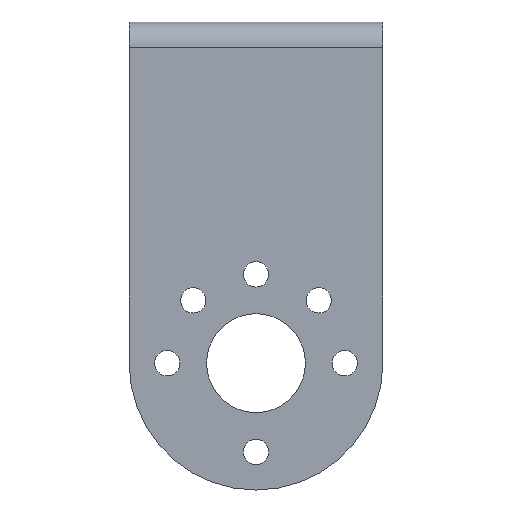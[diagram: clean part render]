
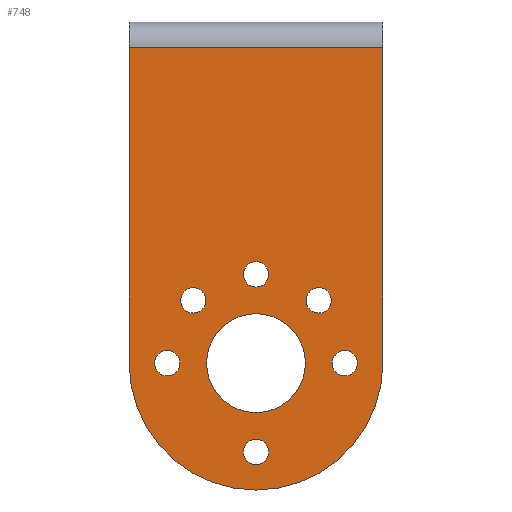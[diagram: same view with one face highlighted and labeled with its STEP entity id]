
A CAD part, left-side view. The second image highlights one B-rep face of the part: STEP entity #748.
In plain terms, the highlighted planar face has unit normal (-1, 0, 0).
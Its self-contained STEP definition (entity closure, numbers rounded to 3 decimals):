
#24=FACE_BOUND('',#143,.T.);
#25=FACE_BOUND('',#144,.T.);
#26=FACE_BOUND('',#145,.T.);
#27=FACE_BOUND('',#146,.T.);
#28=FACE_BOUND('',#147,.T.);
#29=FACE_BOUND('',#148,.T.);
#30=FACE_BOUND('',#149,.T.);
#63=PLANE('',#851);
#98=FACE_OUTER_BOUND('',#142,.T.);
#142=EDGE_LOOP('',(#625,#626,#627,#628));
#143=EDGE_LOOP('',(#629));
#144=EDGE_LOOP('',(#630));
#145=EDGE_LOOP('',(#631));
#146=EDGE_LOOP('',(#632));
#147=EDGE_LOOP('',(#633));
#148=EDGE_LOOP('',(#634));
#149=EDGE_LOOP('',(#635));
#188=LINE('',#1098,#233);
#197=LINE('',#1135,#242);
#223=LINE('',#1269,#268);
#233=VECTOR('',#872,10.);
#242=VECTOR('',#905,10.);
#268=VECTOR('',#1065,10.);
#299=CIRCLE('',#807,1.);
#303=CIRCLE('',#813,3.9);
#307=CIRCLE('',#819,1.);
#310=CIRCLE('',#823,10.);
#315=CIRCLE('',#831,1.);
#319=CIRCLE('',#837,1.);
#323=CIRCLE('',#843,1.);
#327=CIRCLE('',#849,1.);
#334=VERTEX_POINT('',#1095);
#335=VERTEX_POINT('',#1097);
#351=VERTEX_POINT('',#1133);
#363=VERTEX_POINT('',#1179);
#367=VERTEX_POINT('',#1191);
#371=VERTEX_POINT('',#1203);
#374=VERTEX_POINT('',#1211);
#379=VERTEX_POINT('',#1227);
#383=VERTEX_POINT('',#1239);
#387=VERTEX_POINT('',#1251);
#391=VERTEX_POINT('',#1263);
#401=EDGE_CURVE('',#334,#335,#188,.T.);
#420=EDGE_CURVE('',#351,#334,#197,.T.);
#442=EDGE_CURVE('',#363,#363,#299,.T.);
#448=EDGE_CURVE('',#367,#367,#303,.T.);
#454=EDGE_CURVE('',#371,#371,#307,.T.);
#458=EDGE_CURVE('',#374,#335,#310,.T.);
#466=EDGE_CURVE('',#379,#379,#315,.T.);
#472=EDGE_CURVE('',#383,#383,#319,.T.);
#478=EDGE_CURVE('',#387,#387,#323,.T.);
#484=EDGE_CURVE('',#391,#391,#327,.T.);
#487=EDGE_CURVE('',#374,#351,#223,.T.);
#625=ORIENTED_EDGE('',*,*,#420,.F.);
#626=ORIENTED_EDGE('',*,*,#487,.F.);
#627=ORIENTED_EDGE('',*,*,#458,.T.);
#628=ORIENTED_EDGE('',*,*,#401,.F.);
#629=ORIENTED_EDGE('',*,*,#484,.T.);
#630=ORIENTED_EDGE('',*,*,#478,.T.);
#631=ORIENTED_EDGE('',*,*,#472,.T.);
#632=ORIENTED_EDGE('',*,*,#466,.T.);
#633=ORIENTED_EDGE('',*,*,#454,.T.);
#634=ORIENTED_EDGE('',*,*,#448,.T.);
#635=ORIENTED_EDGE('',*,*,#442,.T.);
#748=ADVANCED_FACE('',(#98,#24,#25,#26,#27,#28,#29,#30),#63,.T.);
#807=AXIS2_PLACEMENT_3D('',#1180,#960,#961);
#813=AXIS2_PLACEMENT_3D('',#1192,#974,#975);
#819=AXIS2_PLACEMENT_3D('',#1204,#988,#989);
#823=AXIS2_PLACEMENT_3D('',#1212,#997,#998);
#831=AXIS2_PLACEMENT_3D('',#1228,#1016,#1017);
#837=AXIS2_PLACEMENT_3D('',#1240,#1030,#1031);
#843=AXIS2_PLACEMENT_3D('',#1252,#1044,#1045);
#849=AXIS2_PLACEMENT_3D('',#1264,#1058,#1059);
#851=AXIS2_PLACEMENT_3D('',#1268,#1063,#1064);
#872=DIRECTION('',(0.,0.,-1.));
#905=DIRECTION('',(0.,-1.,0.));
#960=DIRECTION('center_axis',(1.,0.,0.));
#961=DIRECTION('ref_axis',(0.,0.,1.));
#974=DIRECTION('center_axis',(1.,0.,0.));
#975=DIRECTION('ref_axis',(0.,0.,1.));
#988=DIRECTION('center_axis',(1.,0.,0.));
#989=DIRECTION('ref_axis',(0.,0.,1.));
#997=DIRECTION('center_axis',(-1.,0.,0.));
#998=DIRECTION('ref_axis',(0.,0.,1.));
#1016=DIRECTION('center_axis',(1.,0.,0.));
#1017=DIRECTION('ref_axis',(0.,0.,1.));
#1030=DIRECTION('center_axis',(1.,0.,0.));
#1031=DIRECTION('ref_axis',(0.,0.,1.));
#1044=DIRECTION('center_axis',(1.,0.,0.));
#1045=DIRECTION('ref_axis',(0.,0.,1.));
#1058=DIRECTION('center_axis',(1.,0.,0.));
#1059=DIRECTION('ref_axis',(0.,0.,1.));
#1063=DIRECTION('center_axis',(-1.,0.,0.));
#1064=DIRECTION('ref_axis',(0.,0.,1.));
#1065=DIRECTION('',(0.,0.,1.));
#1095=CARTESIAN_POINT('',(-28.5,0.,16.45));
#1097=CARTESIAN_POINT('',(-28.5,0.,-8.45));
#1098=CARTESIAN_POINT('',(-28.5,0.,18.45));
#1133=CARTESIAN_POINT('',(-28.5,20.,16.45));
#1135=CARTESIAN_POINT('',(-28.5,0.,16.45));
#1179=CARTESIAN_POINT('',(-28.5,5.05,-4.5));
#1180=CARTESIAN_POINT('Origin',(-28.5,5.05,-3.5));
#1191=CARTESIAN_POINT('',(-28.5,10.,-12.35));
#1192=CARTESIAN_POINT('Origin',(-28.5,10.,-8.45));
#1203=CARTESIAN_POINT('',(-28.5,3.,-9.45));
#1204=CARTESIAN_POINT('Origin',(-28.5,3.,-8.45));
#1211=CARTESIAN_POINT('',(-28.5,20.,-8.45));
#1212=CARTESIAN_POINT('Origin',(-28.5,10.,-8.45));
#1227=CARTESIAN_POINT('',(-28.5,10.,-2.45));
#1228=CARTESIAN_POINT('Origin',(-28.5,10.,-1.45));
#1239=CARTESIAN_POINT('',(-28.5,10.,-16.45));
#1240=CARTESIAN_POINT('Origin',(-28.5,10.,-15.45));
#1251=CARTESIAN_POINT('',(-28.5,17.,-9.45));
#1252=CARTESIAN_POINT('Origin',(-28.5,17.,-8.45));
#1263=CARTESIAN_POINT('',(-28.5,14.95,-4.5));
#1264=CARTESIAN_POINT('Origin',(-28.5,14.95,-3.5));
#1268=CARTESIAN_POINT('Origin',(-28.5,0.,-18.45));
#1269=CARTESIAN_POINT('',(-28.5,20.,18.45));
